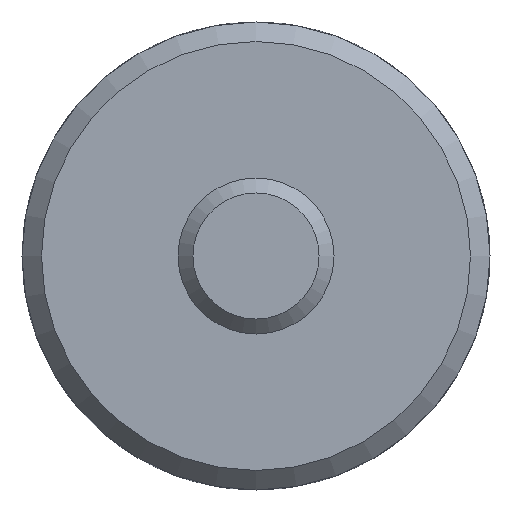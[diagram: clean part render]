
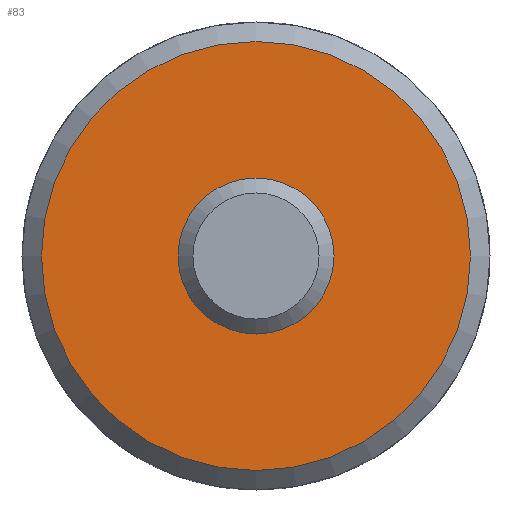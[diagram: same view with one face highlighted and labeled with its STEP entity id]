
A CAD part, front view. The second image highlights one B-rep face of the part: STEP entity #83.
In plain terms, the highlighted planar face has unit normal (0, -1, 0).
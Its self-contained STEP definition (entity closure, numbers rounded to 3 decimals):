
#83 = ADVANCED_FACE( '', ( #186, #187 ), #188, .F. );
#186 = FACE_OUTER_BOUND( '', #304, .T. );
#187 = FACE_BOUND( '', #305, .T. );
#188 = PLANE( '', #306 );
#304 = EDGE_LOOP( '', ( #481 ) );
#305 = EDGE_LOOP( '', ( #482 ) );
#306 = AXIS2_PLACEMENT_3D( '', #483, #484, #485 );
#481 = ORIENTED_EDGE( '', *, *, #640, .F. );
#482 = ORIENTED_EDGE( '', *, *, #641, .T. );
#483 = CARTESIAN_POINT( '', ( -3., 0., 0. ) );
#484 = DIRECTION( '', ( 0., 1., 0. ) );
#485 = DIRECTION( '', ( -1., 0., 0. ) );
#640 = EDGE_CURVE( '', #751, #751, #752, .T. );
#641 = EDGE_CURVE( '', #753, #753, #754, .T. );
#751 = VERTEX_POINT( '', #888 );
#752 = CIRCLE( '', #889, 11. );
#753 = VERTEX_POINT( '', #890 );
#754 = CIRCLE( '', #891, 3. );
#888 = CARTESIAN_POINT( '', ( -11., 0., 0. ) );
#889 = AXIS2_PLACEMENT_3D( '', #997, #998, #999 );
#890 = CARTESIAN_POINT( '', ( -3., 0., 0. ) );
#891 = AXIS2_PLACEMENT_3D( '', #1000, #1001, #1002 );
#997 = CARTESIAN_POINT( '', ( 0., 0., 0. ) );
#998 = DIRECTION( '', ( 0., 1., 0. ) );
#999 = DIRECTION( '', ( -1., 0., 0. ) );
#1000 = CARTESIAN_POINT( '', ( 0., 0., 0. ) );
#1001 = DIRECTION( '', ( 0., 1., 0. ) );
#1002 = DIRECTION( '', ( -1., 0., 0. ) );
